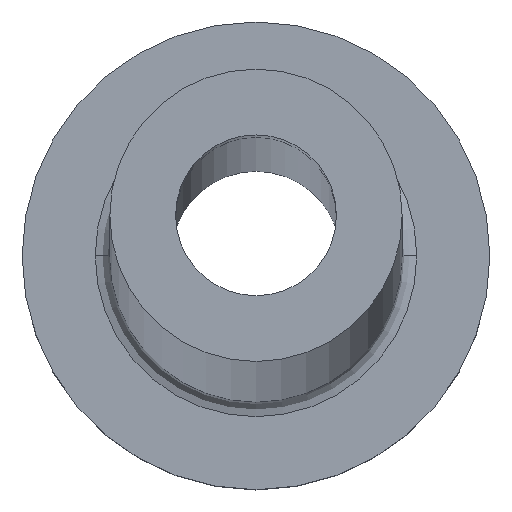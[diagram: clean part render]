
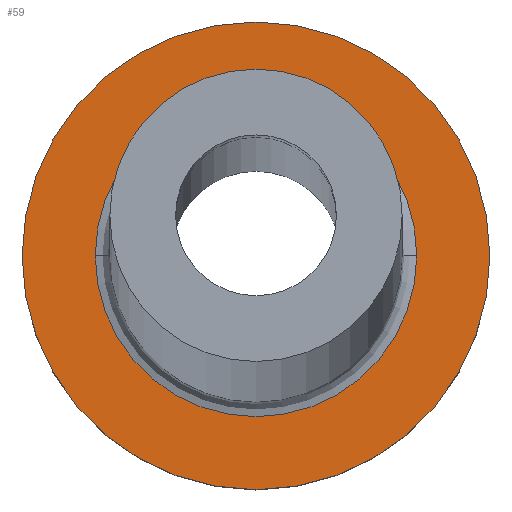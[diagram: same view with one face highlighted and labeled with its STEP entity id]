
A CAD part, top view. The second image highlights one B-rep face of the part: STEP entity #59.
In plain terms, the highlighted planar face has unit normal (0, 0, 1).
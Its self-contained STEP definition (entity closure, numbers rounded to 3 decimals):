
#5 = CIRCLE ( 'NONE', #396, 8. ) ;
#6 = CIRCLE ( 'NONE', #432, 5.5 ) ;
#14 = DIRECTION ( 'NONE',  ( 0., 0., 1. ) ) ;
#21 = PLANE ( 'NONE',  #97 ) ;
#24 = EDGE_CURVE ( 'NONE', #188, #301, #215, .T. ) ;
#25 = DIRECTION ( 'NONE',  ( 0., 0., 1. ) ) ;
#31 = CARTESIAN_POINT ( 'NONE',  ( 5.5, 0., 5. ) ) ;
#50 = CARTESIAN_POINT ( 'NONE',  ( 0., 0., 5. ) ) ;
#59 = ADVANCED_FACE ( 'NONE', ( #178, #415 ), #21, .T. ) ;
#83 = CIRCLE ( 'NONE', #222, 5.5 ) ;
#91 = CARTESIAN_POINT ( 'NONE',  ( -5.5, 0., 5. ) ) ;
#97 = AXIS2_PLACEMENT_3D ( 'NONE', #315, #450, #407 ) ;
#109 = VERTEX_POINT ( 'NONE', #91 ) ;
#153 = VERTEX_POINT ( 'NONE', #31 ) ;
#161 = EDGE_CURVE ( 'NONE', #109, #153, #83, .T. ) ;
#163 = DIRECTION ( 'NONE',  ( 1., 0., 0. ) ) ;
#166 = DIRECTION ( 'NONE',  ( 1., 0., 0. ) ) ;
#171 = DIRECTION ( 'NONE',  ( 1., 0., 0. ) ) ;
#178 = FACE_BOUND ( 'NONE', #256, .T. ) ;
#181 = EDGE_CURVE ( 'NONE', #301, #188, #5, .T. ) ;
#188 = VERTEX_POINT ( 'NONE', #314 ) ;
#199 = CARTESIAN_POINT ( 'NONE',  ( 8., 0., 5. ) ) ;
#213 = CARTESIAN_POINT ( 'NONE',  ( 0., 0., 5. ) ) ;
#215 = CIRCLE ( 'NONE', #244, 8. ) ;
#222 = AXIS2_PLACEMENT_3D ( 'NONE', #213, #380, #273 ) ;
#244 = AXIS2_PLACEMENT_3D ( 'NONE', #276, #14, #163 ) ;
#256 = EDGE_LOOP ( 'NONE', ( #320, #460 ) ) ;
#273 = DIRECTION ( 'NONE',  ( 1., 0., 0. ) ) ;
#276 = CARTESIAN_POINT ( 'NONE',  ( 0., 0., 5. ) ) ;
#301 = VERTEX_POINT ( 'NONE', #199 ) ;
#314 = CARTESIAN_POINT ( 'NONE',  ( -8., 0., 5. ) ) ;
#315 = CARTESIAN_POINT ( 'NONE',  ( 0., 0., 5. ) ) ;
#320 = ORIENTED_EDGE ( 'NONE', *, *, #440, .T. ) ;
#325 = ORIENTED_EDGE ( 'NONE', *, *, #24, .T. ) ;
#354 = ORIENTED_EDGE ( 'NONE', *, *, #181, .T. ) ;
#380 = DIRECTION ( 'NONE',  ( 0., 0., -1. ) ) ;
#381 = CARTESIAN_POINT ( 'NONE',  ( 0., 0., 5. ) ) ;
#392 = DIRECTION ( 'NONE',  ( 0., 0., -1. ) ) ;
#396 = AXIS2_PLACEMENT_3D ( 'NONE', #381, #25, #171 ) ;
#407 = DIRECTION ( 'NONE',  ( 1., 0., 0. ) ) ;
#415 = FACE_OUTER_BOUND ( 'NONE', #428, .T. ) ;
#428 = EDGE_LOOP ( 'NONE', ( #325, #354 ) ) ;
#432 = AXIS2_PLACEMENT_3D ( 'NONE', #50, #392, #166 ) ;
#440 = EDGE_CURVE ( 'NONE', #153, #109, #6, .T. ) ;
#450 = DIRECTION ( 'NONE',  ( 0., 0., 1. ) ) ;
#460 = ORIENTED_EDGE ( 'NONE', *, *, #161, .T. ) ;
